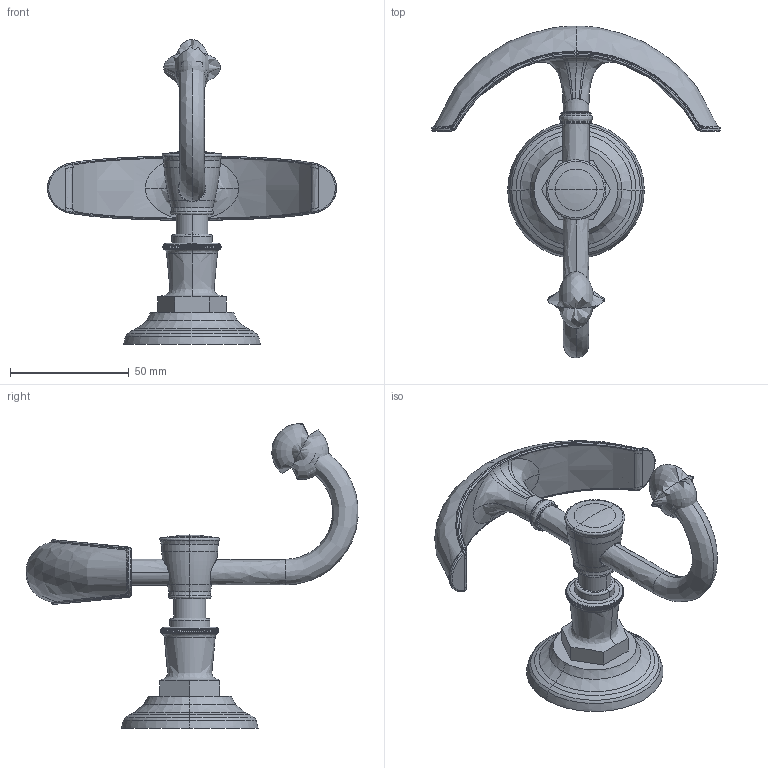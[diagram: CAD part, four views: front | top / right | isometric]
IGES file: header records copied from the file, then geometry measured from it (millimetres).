
Start section:  PTC IGES file: 40-13.igs
Global section: file name: 40-13.igs; native system: Creo Parametric by PTC Inc.; preprocessor: 2018400; author: jinson.thomas; organization: Unknown; date: 20211028.110347; units: inch
Bounding box: 121.87 x 140.08 x 128.67 mm (x, y, z)
Volume: 95355.7 mm3; surface area: 26550.7 mm2
Topology: 2 solids, 2 shells, 364 faces, 709 edges, 437 vertices
Faces by surface type: bspline 291, revolution 69, extrusion 4
